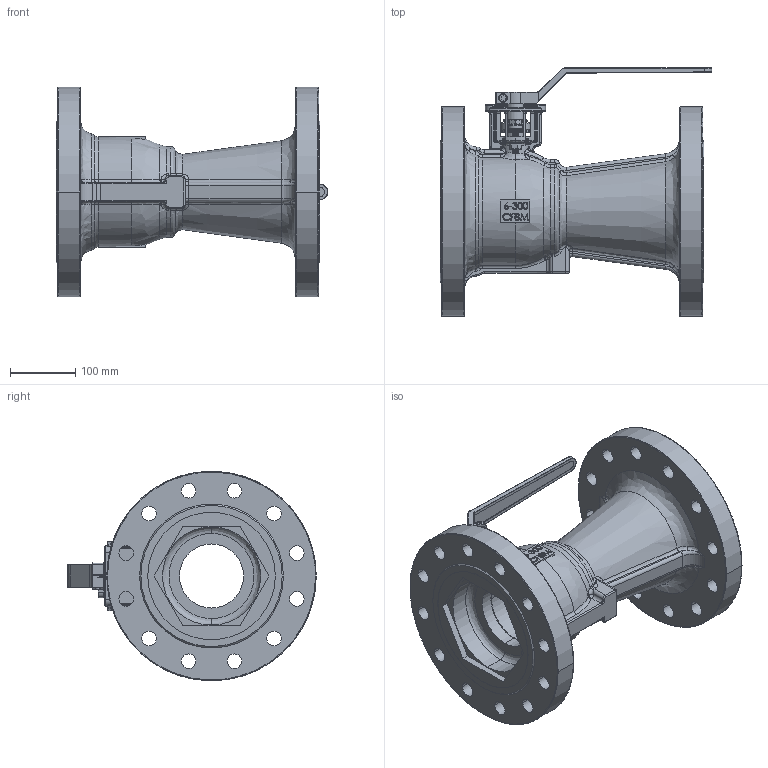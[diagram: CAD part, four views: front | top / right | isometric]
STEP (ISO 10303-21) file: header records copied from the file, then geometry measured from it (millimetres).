
FILE_DESCRIPTION (( 'STEP AP203' ), '1' );
FILE_NAME ('F9R-F3-0600_0.step', '2020-11-02T19:52:42', ( '' ), ( '' ), 'SwSTEP 2.0', 'SolidWorks 2019', '' );
FILE_SCHEMA (( 'CONFIG_CONTROL_DESIGN' ));
Length unit declared in the file: inch
Products named in the file (16): F9R-F3-0600 HANDLE BOLT; F9R-F3-0600 STOP PLATE; F9R-F3-0600_0; F9R-F3-0600 GLAND WASHER; F9R-F3-0600 STEM; F9R-F3-0600 GLAND BOLT; F9R-F3-0600 GLAND FLANGE; F9R-F3-0600 SPACER; F9R-F3-0600 RETAINER; F9R-F3-0600 BODY; F9R-F3-0600 HANDLE NUT; F9R-F3-0600 HANDLE; F9R-F3-0600 GLAND NUT; F9R-F3-0600 PACKING; F9R-F3-0600 BELLEVILLE WASHERS; F9R-F3-0600 GLAND
Assembly tree (19 placements, depth 2):
  F9R-F3-0600_0
    F9R-F3-0600 STEM
    F9R-F3-0600 PACKING  x2
    F9R-F3-0600 GLAND
    F9R-F3-0600 BELLEVILLE WASHERS
    F9R-F3-0600 GLAND FLANGE
    F9R-F3-0600 RETAINER
    F9R-F3-0600 STOP PLATE
    F9R-F3-0600 GLAND BOLT  x2
    F9R-F3-0600 GLAND NUT  x2
    F9R-F3-0600 HANDLE BOLT
    F9R-F3-0600 HANDLE NUT
    F9R-F3-0600 SPACER
    F9R-F3-0600 BODY
    F9R-F3-0600 HANDLE
    F9R-F3-0600 GLAND WASHER  x2
Bounding box: 415 x 379.7 x 320 mm (x, y, z)
Volume: 7205455 mm3; surface area: 906095.7 mm2
Topology: 24 solids, 24 shells, 1553 faces, 3898 edges, 2365 vertices
Faces by surface type: cylinder 560, bspline 511, plane 389, cone 93
Entity records: 71515 total; most frequent: CARTESIAN_POINT 39455, ORIENTED_EDGE 6970, DIRECTION 5427, EDGE_CURVE 3485, VERTEX_POINT 2136, AXIS2_PLACEMENT_3D 2026, EDGE_LOOP 1553, ADVANCED_FACE 1411
